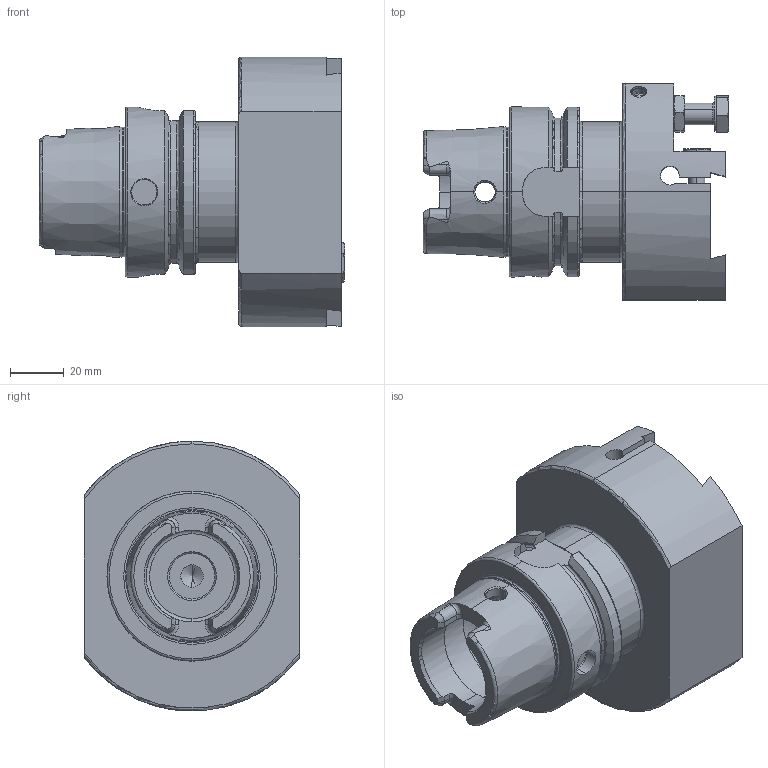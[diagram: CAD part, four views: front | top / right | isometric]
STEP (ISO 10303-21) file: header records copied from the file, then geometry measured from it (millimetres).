
FILE_DESCRIPTION (( 'STEP AP214' ), '1' );
FILE_NAME ('HA6.AM3.K11.080.STEP', '2020-09-17T05:58:41', ( '' ), ( '' ), 'SwSTEP 2.0', 'SolidWorks 2017', '' );
FILE_SCHEMA (( 'AUTOMOTIVE_DESIGN' ));
Length unit declared in the file: millimetre
Products named in the file (7): HA6-AM3.K11.080_B_Fertigbearbeitung; ISO 4762 - M6 x 16_PreviewCfg; AM3-ER1.001.020_PreviewCfg; KVT_MB_600_060; ISO 4026 - M8 x 10_PreviewCfg; ISO 4035 - M8_PreviewCfg; HA6.AM3.K11.080
Assembly tree (9 placements, depth 2):
  HA6.AM3.K11.080
    HA6-AM3.K11.080_B_Fertigbearbeitung
    KVT_MB_600_060  x2
    ISO 4035 - M8_PreviewCfg
    AM3-ER1.001.020_PreviewCfg
    ISO 4026 - M8 x 10_PreviewCfg
    ISO 4762 - M6 x 16_PreviewCfg  x3
Bounding box: 113.2 x 80 x 99.94 mm (x, y, z)
Volume: 317749.5 mm3; surface area: 59609.8 mm2
Topology: 11 solids, 11 shells, 477 faces, 1161 edges, 702 vertices
Faces by surface type: plane 153, cone 133, cylinder 120, torus 47, bspline 20, sphere 4
Entity records: 15727 total; most frequent: CARTESIAN_POINT 5036, ORIENTED_EDGE 1922, DIRECTION 1845, EDGE_CURVE 961, AXIS2_PLACEMENT_3D 734, VERTEX_POINT 597, EDGE_LOOP 426, ADVANCED_FACE 391
